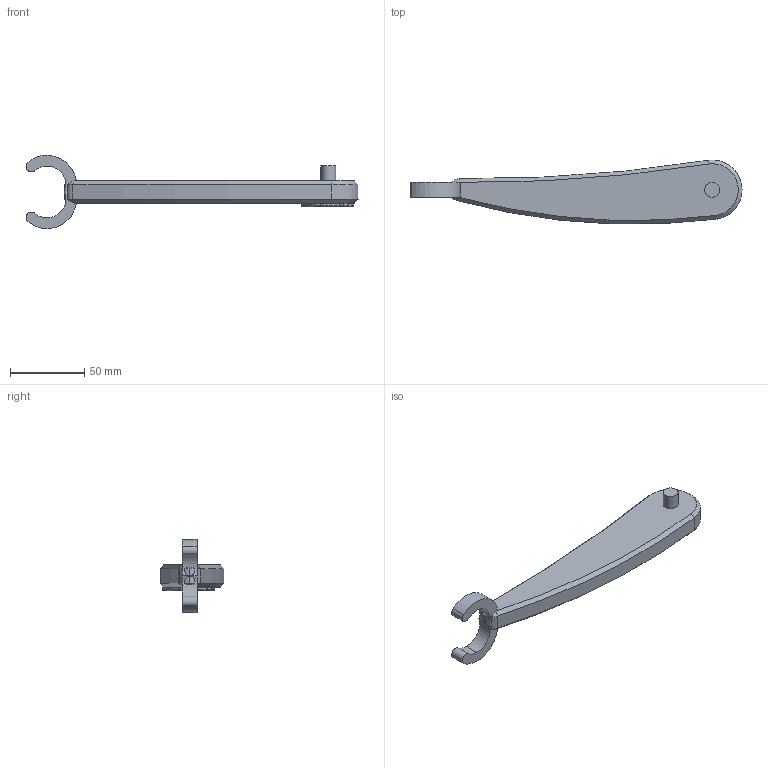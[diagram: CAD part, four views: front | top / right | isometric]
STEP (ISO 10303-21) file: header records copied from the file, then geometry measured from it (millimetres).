
FILE_DESCRIPTION (( 'STEP AP203' ), '1' );
FILE_NAME ('Part2_Arm_2_Default_sldprt.STEP', '2024-06-02T13:03:40', ( '' ), ( '' ), 'SwSTEP 2.0', 'SolidWorks 2022', '' );
FILE_SCHEMA (( 'CONFIG_CONTROL_DESIGN' ));
Length unit declared in the file: millimetre
Products named in the file (1): Part2_Arm_2_Default_sldprt
Bounding box: 223.43 x 43.02 x 49.27 mm (x, y, z)
Volume: 95273.9 mm3; surface area: 20249.8 mm2
Topology: 1 solids, 1 shells, 92 faces, 225 edges, 136 vertices
Faces by surface type: cylinder 43, torus 19, plane 16, cone 14
Entity records: 3000 total; most frequent: CARTESIAN_POINT 714, DIRECTION 509, ORIENTED_EDGE 450, EDGE_CURVE 225, AXIS2_PLACEMENT_3D 219, VERTEX_POINT 136, CIRCLE 126, EDGE_LOOP 93
